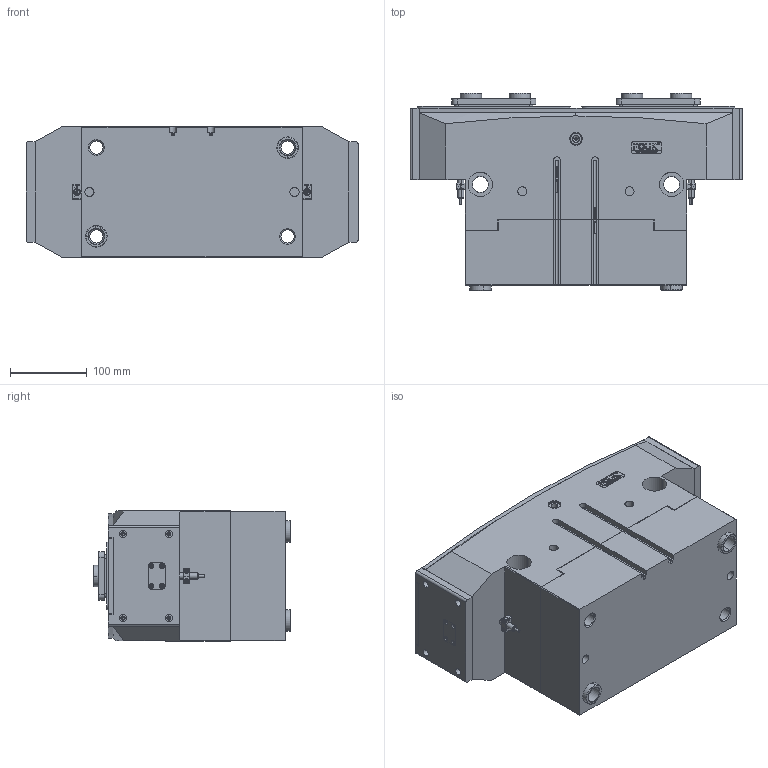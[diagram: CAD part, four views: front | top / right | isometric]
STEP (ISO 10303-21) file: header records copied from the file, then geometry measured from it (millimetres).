
FILE_DESCRIPTION (( 'STEP AP203' ), '1' );
FILE_NAME ('FR175-410-S-P-NC.STEP', '2025-05-07T01:44:41', ( 'USER-' ), ( 'Microsoft' ), 'SwSTEP 2.0', 'SolidWorks 2018', '' );
FILE_SCHEMA (( 'CONFIG_CONTROL_DESIGN' ));
Length unit declared in the file: millimetre
Products named in the file (20): 28x21-32杶种; TRT175-410-MX-22B 晊扥极; TRT175-410-M-13 移动挡板(默认); 内六角圆柱头螺钉[GBT70_1-2008][M3×10]_M3×10; 晚假蚾輸B; FR175-410-S-P-NC; TR240-15耜猾苤裔耀倰; ﾏ擎ﾗ28｡ﾁ21｡ﾁ15; TRT175-410-SX-02 喘倛賑輸; TRT175-410-M-12 耜猾极; 大感测压块装配体; TRT175-410-M-11 奻葡裔啣; 棠羲換覜ん; 8x48諉輪羲壽; TRT175-410-M-14 忒硌薊啣; TRT175-410-MX-01 喘倛褲极; P-GS-T-01 喘倛蚚標釱; TRT175-410-MX-06 笢猾え; 40x15-R2.5; TRT175-410-S饜滅鳥
Assembly tree (33 placements, depth 3):
  FR175-410-S-P-NC
    TRT175-410-MX-01 喘倛褲极
    P-GS-T-01 喘倛蚚標釱  x2
    8x48諉輪羲壽  x2
    TRT175-410-MX-06 笢猾え
    40x15-R2.5
    棠羲換覜ん  x2
    大感测压块装配体  x2
      晚假蚾輸B
      内六角圆柱头螺钉[GBT70_1-2008][M3×10]_M3×10
    TRT175-410-SX-02 喘倛賑輸  x2
    TRT175-410-S饜滅鳥
      28x21-32杶种  x4
      TRT175-410-M-11 奻葡裔啣
      TRT175-410-M-12 耜猾极  x2
      TRT175-410-M-14 忒硌薊啣  x2
      TRT175-410-M-13 移动挡板(默认)  x2
      TR240-15耜猾苤裔耀倰  x2
    TRT175-410-MX-22B 晊扥极
    ﾏ擎ﾗ28｡ﾁ21｡ﾁ15  x2
Bounding box: 434 x 257.5 x 170 mm (x, y, z)
Volume: 12547525.9 mm3; surface area: 1141728.1 mm2
Topology: 33 solids, 34 shells, 1928 faces, 4954 edges, 3142 vertices
Faces by surface type: plane 805, cylinder 648, cone 304, bspline 155, torus 16
Entity records: 52962 total; most frequent: CARTESIAN_POINT 14849, ORIENTED_EDGE 7468, DIRECTION 7156, EDGE_CURVE 3734, VERTEX_POINT 2428, AXIS2_PLACEMENT_3D 2423, VECTOR 2310, LINE 2310
